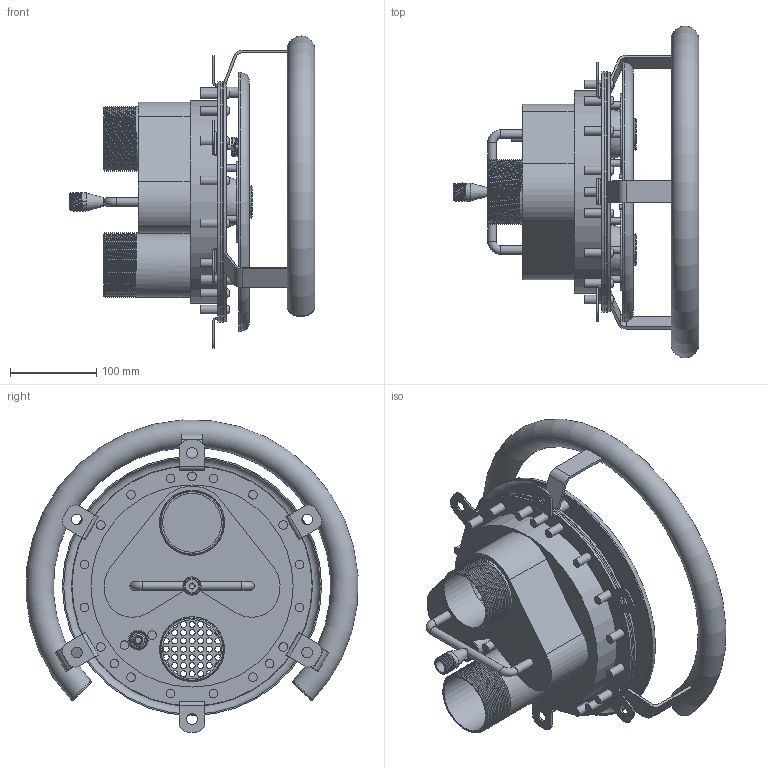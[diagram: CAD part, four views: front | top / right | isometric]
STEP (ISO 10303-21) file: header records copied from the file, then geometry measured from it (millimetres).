
FILE_DESCRIPTION(('STEP AP214'), '1');
FILE_NAME('Ð9-04 Ïðîòèâîòîê 75ì3÷ ñ ñåíñîðíîé êíîïêîé', '2023-11-09T09:17:56', ('Runwill'), (''), 'C3D Converter', 'C3D Toolkit', '');
FILE_SCHEMA(('AUTOMOTIVE_DESIGN { 1 0 10303 214 3 1 1}'));
Length unit declared in the file: millimetre
Products named in the file (37): G 0.5 нар L=
Assembly tree (80 placements, depth 3):
  (unnamed)
    (unnamed)
      G 0.5 нар L=
      (unnamed)  x16
      (unnamed)  x2
      (unnamed)  x3
      (unnamed)  x4
      (unnamed)
      (unnamed)
    (unnamed)
    (unnamed)
    (unnamed)  x2
    (unnamed)
    (unnamed)  x13
    (unnamed)  x2
    (unnamed)  x3
    (unnamed)
    (unnamed)
    (unnamed)
    (unnamed)  x2
    (unnamed)
    (unnamed)
    (unnamed)
    (unnamed)
    (unnamed)
    (unnamed)
      (unnamed)
      (unnamed)
    (unnamed)
    (unnamed)
    (unnamed)
    (unnamed)
    (unnamed)
    (unnamed)
    (unnamed)  x2
    (unnamed)
    (unnamed)  x6
Bounding box: 284.38 x 384.28 x 361.14 mm (x, y, z)
Volume: 1086981.8 mm3; surface area: 988447.8 mm2
Topology: 62 solids, 63 shells, 1201 faces, 2700 edges, 1720 vertices
Faces by surface type: plane 531, cylinder 422, cone 141, torus 66, sphere 26, bspline 15
Full cylindrical faces by diameter (mm): 4.134 x2, 4.917 x21, 5 x2, 6 x21, 6.647 x6, 7 x85, 7.5 x75, 8 x6, 9 x1, 10 x39, 10.1 x2, 11.34 x3, 12 x3, 12.44 x6, 14.955 x1, 15 x1, 17.5 x2, 19 x1, 19.5 x1, 20.955 x8, 21 x1, 22 x2, 24 x1, 26 x1, 29 x2, 48 x2, 51 x2, 52 x2, 54.3 x2, 58.3 x2
Entity records: 57911 total; most frequent: CARTESIAN_POINT 37306, DIRECTION 3674, ORIENTED_EDGE 2852, AXIS2_PLACEMENT_3D 1642, EDGE_LOOP 1616, EDGE_CURVE 1426, VERTEX_POINT 1154, FACE_BOUND 874
